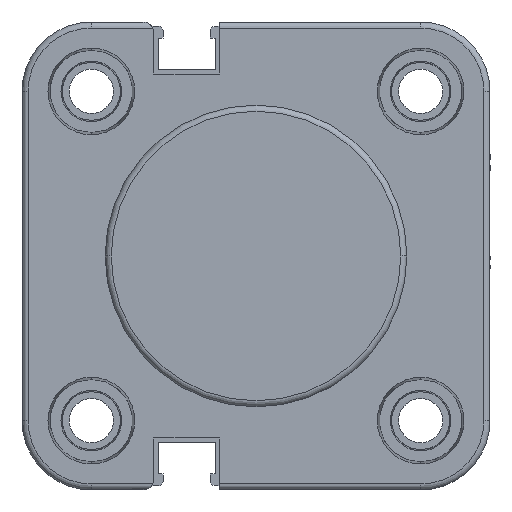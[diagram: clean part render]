
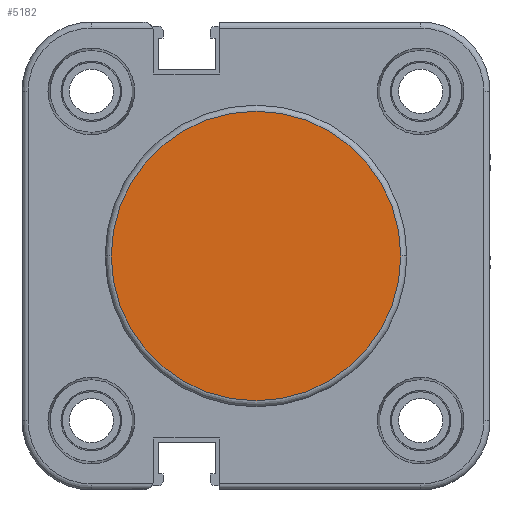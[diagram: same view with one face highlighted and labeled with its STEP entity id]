
A CAD part, front view. The second image highlights one B-rep face of the part: STEP entity #5182.
In plain terms, the highlighted face is planar.
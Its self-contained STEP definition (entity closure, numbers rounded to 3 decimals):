
#2 = CARTESIAN_POINT ( 'NONE',  ( 0., 16.7, 0. ) ) ;
#152 = AXIS2_PLACEMENT_3D ( 'NONE', #7559, #361, #4921 ) ;
#155 = PLANE ( 'NONE',  #152 ) ;
#283 = DIRECTION ( 'NONE',  ( -1., 0., 0. ) ) ;
#361 = DIRECTION ( 'NONE',  ( -1., 0., 0. ) ) ;
#1755 = ORIENTED_EDGE ( 'NONE', *, *, #14744, .T. ) ;
#2371 = AXIS2_PLACEMENT_3D ( 'NONE', #13280, #14590, #7298 ) ;
#3430 = VERTEX_POINT ( 'NONE', #2 ) ;
#4739 = EDGE_CURVE ( 'NONE', #15324, #3430, #12987, .T. ) ;
#4843 = CARTESIAN_POINT ( 'NONE',  ( 0., -16.7, 0. ) ) ;
#4921 = DIRECTION ( 'NONE',  ( 0., -1., 0. ) ) ;
#5038 = CARTESIAN_POINT ( 'NONE',  ( 0., 0., 0. ) ) ;
#5182 = ADVANCED_FACE ( 'NONE', ( #8154 ), #155, .T. ) ;
#6337 = EDGE_LOOP ( 'NONE', ( #13863, #1755 ) ) ;
#7298 = DIRECTION ( 'NONE',  ( 0., -1., 0. ) ) ;
#7559 = CARTESIAN_POINT ( 'NONE',  ( 0., 0., 0. ) ) ;
#8154 = FACE_OUTER_BOUND ( 'NONE', #6337, .T. ) ;
#9290 = CIRCLE ( 'NONE', #10326, 16.7 ) ;
#10326 = AXIS2_PLACEMENT_3D ( 'NONE', #5038, #283, #12258 ) ;
#12258 = DIRECTION ( 'NONE',  ( 0., -1., 0. ) ) ;
#12987 = CIRCLE ( 'NONE', #2371, 16.7 ) ;
#13280 = CARTESIAN_POINT ( 'NONE',  ( 0., 0., 0. ) ) ;
#13863 = ORIENTED_EDGE ( 'NONE', *, *, #4739, .T. ) ;
#14590 = DIRECTION ( 'NONE',  ( -1., 0., 0. ) ) ;
#14744 = EDGE_CURVE ( 'NONE', #3430, #15324, #9290, .T. ) ;
#15324 = VERTEX_POINT ( 'NONE', #4843 ) ;
